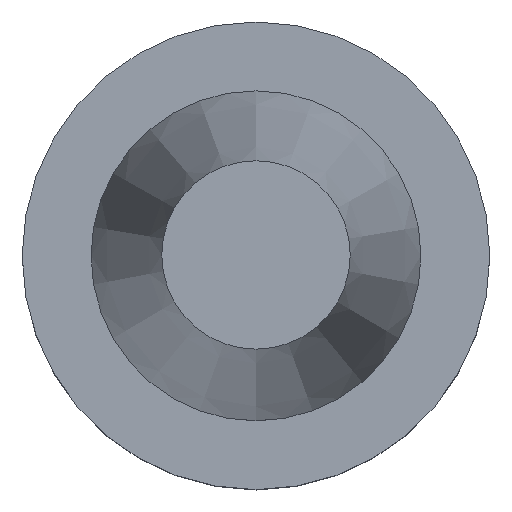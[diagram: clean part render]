
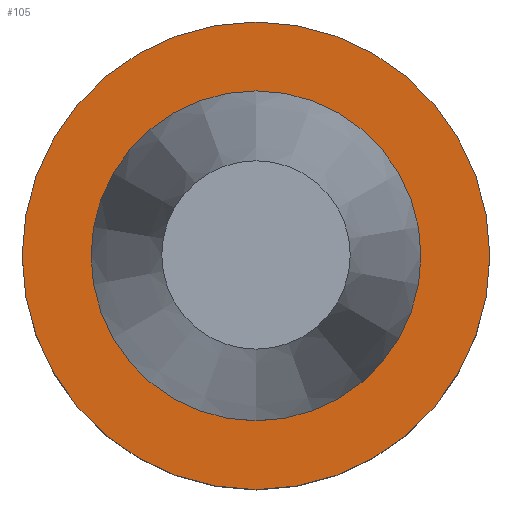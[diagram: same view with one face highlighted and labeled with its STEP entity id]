
A CAD part, top view. The second image highlights one B-rep face of the part: STEP entity #105.
In plain terms, the highlighted planar face has unit normal (0, 0, 1).
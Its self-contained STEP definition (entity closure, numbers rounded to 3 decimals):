
#105=ADVANCED_FACE('Unnamed[1]',(#251,#252),#253,.T.);
#121=EDGE_CURVE('Unnamed[1]',#277,#277,#278,.T.);
#129=EDGE_CURVE('Unnamed[1]',#290,#290,#291,.T.);
#251=FACE_OUTER_BOUND('',#445,.T.);
#252=FACE_BOUND('',#446,.T.);
#253=PLANE('',#447);
#277=VERTEX_POINT('',#478);
#278=CIRCLE('',#479,22.225);
#290=VERTEX_POINT('',#494);
#291=CIRCLE('',#495,31.5);
#445=EDGE_LOOP('',(#653));
#446=EDGE_LOOP('',(#654));
#447=AXIS2_PLACEMENT_3D('',#655,#656,#657);
#478=CARTESIAN_POINT('',(0.,22.225,-1.));
#479=AXIS2_PLACEMENT_3D('',#682,#683,#684);
#494=CARTESIAN_POINT('',(0.,31.5,-1.));
#495=AXIS2_PLACEMENT_3D('',#697,#698,#699);
#653=ORIENTED_EDGE('',*,*,#129,.F.);
#654=ORIENTED_EDGE('',*,*,#121,.T.);
#655=CARTESIAN_POINT('',(0.,26.862,-1.));
#656=DIRECTION('',(0.,0.,1.0));
#657=DIRECTION('',(0.,-1.0,0.));
#682=CARTESIAN_POINT('',(0.,0.,-1.));
#683=DIRECTION('',(0.,0.,-1.0));
#684=DIRECTION('',(0.,1.0,0.));
#697=CARTESIAN_POINT('',(0.,0.,-1.));
#698=DIRECTION('',(0.,0.,-1.0));
#699=DIRECTION('',(0.,1.0,0.));
